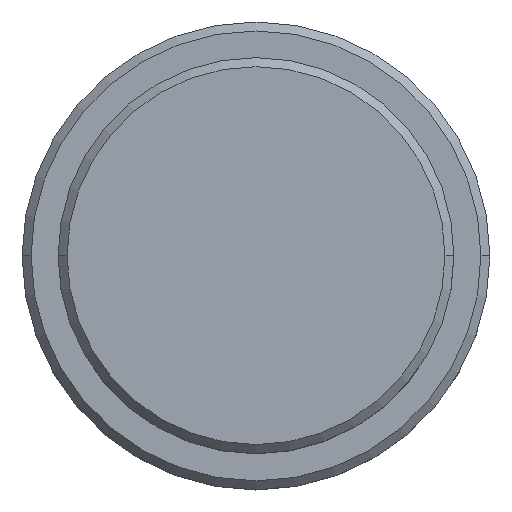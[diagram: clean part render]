
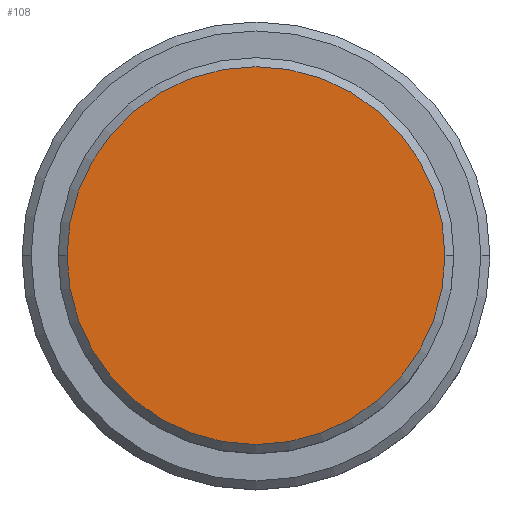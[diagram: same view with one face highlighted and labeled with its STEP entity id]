
A CAD part, top view. The second image highlights one B-rep face of the part: STEP entity #108.
In plain terms, the highlighted planar face has unit normal (0, 0, 1).
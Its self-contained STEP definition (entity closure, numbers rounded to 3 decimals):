
#46 = CARTESIAN_POINT ( 'NONE',  ( 0., 0., 0. ) ) ;
#108 = ADVANCED_FACE ( 'NONE', ( #659 ), #223, .T. ) ;
#174 = CARTESIAN_POINT ( 'NONE',  ( 0., 0., 0. ) ) ;
#185 = AXIS2_PLACEMENT_3D ( 'NONE', #174, #1151, #1285 ) ;
#223 = PLANE ( 'NONE',  #1274 ) ;
#256 = AXIS2_PLACEMENT_3D ( 'NONE', #46, #288, #1147 ) ;
#288 = DIRECTION ( 'NONE',  ( 0., 0., 1. ) ) ;
#316 = DIRECTION ( 'NONE',  ( 0., 0., 1. ) ) ;
#340 = DIRECTION ( 'NONE',  ( 1., 0., 0. ) ) ;
#389 = EDGE_CURVE ( 'NONE', #812, #604, #897, .T. ) ;
#412 = EDGE_CURVE ( 'NONE', #604, #812, #960, .T. ) ;
#604 = VERTEX_POINT ( 'NONE', #1330 ) ;
#659 = FACE_OUTER_BOUND ( 'NONE', #1313, .T. ) ;
#667 = ORIENTED_EDGE ( 'NONE', *, *, #389, .T. ) ;
#812 = VERTEX_POINT ( 'NONE', #1244 ) ;
#897 = CIRCLE ( 'NONE', #185, 10.5 ) ;
#960 = CIRCLE ( 'NONE', #256, 10.5 ) ;
#1004 = CARTESIAN_POINT ( 'NONE',  ( 0., 0., 0. ) ) ;
#1147 = DIRECTION ( 'NONE',  ( 1., 0., 0. ) ) ;
#1151 = DIRECTION ( 'NONE',  ( 0., 0., 1. ) ) ;
#1244 = CARTESIAN_POINT ( 'NONE',  ( 10.5, 0., 0. ) ) ;
#1261 = ORIENTED_EDGE ( 'NONE', *, *, #412, .T. ) ;
#1274 = AXIS2_PLACEMENT_3D ( 'NONE', #1004, #316, #340 ) ;
#1285 = DIRECTION ( 'NONE',  ( 1., 0., 0. ) ) ;
#1313 = EDGE_LOOP ( 'NONE', ( #1261, #667 ) ) ;
#1330 = CARTESIAN_POINT ( 'NONE',  ( -10.5, 0., 0. ) ) ;
